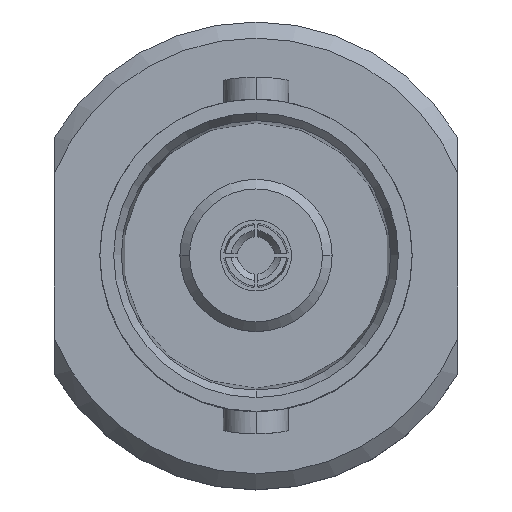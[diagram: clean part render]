
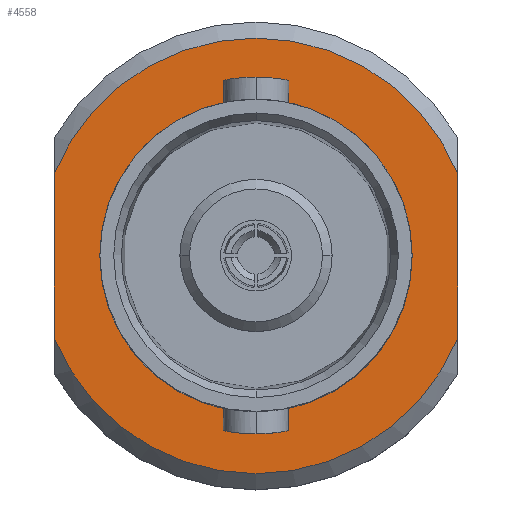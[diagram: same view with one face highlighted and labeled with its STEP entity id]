
A CAD part, top view. The second image highlights one B-rep face of the part: STEP entity #4558.
In plain terms, the highlighted planar face has unit normal (0, 0, 1).
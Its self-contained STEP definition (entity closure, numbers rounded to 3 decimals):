
#57 = DIRECTION ( 'NONE',  ( 0., 0., 1. ) ) ;
#66 = VERTEX_POINT ( 'NONE', #2215 ) ;
#188 = CARTESIAN_POINT ( 'NONE',  ( 0., 0., -11.3 ) ) ;
#529 = CARTESIAN_POINT ( 'NONE',  ( 6.25, -2.55, -11.3 ) ) ;
#663 = DIRECTION ( 'NONE',  ( 1., 0., 0. ) ) ;
#723 = ORIENTED_EDGE ( 'NONE', *, *, #3179, .T. ) ;
#831 = AXIS2_PLACEMENT_3D ( 'NONE', #2885, #57, #3353 ) ;
#974 = CARTESIAN_POINT ( 'NONE',  ( 0., 0., -11.3 ) ) ;
#1130 = AXIS2_PLACEMENT_3D ( 'NONE', #974, #4245, #1449 ) ;
#1202 = VECTOR ( 'NONE', #1448, 1000. ) ;
#1265 = VERTEX_POINT ( 'NONE', #529 ) ;
#1356 = CIRCLE ( 'NONE', #831, 4.84 ) ;
#1406 = CARTESIAN_POINT ( 'NONE',  ( 6.25, 3.674, -11.3 ) ) ;
#1448 = DIRECTION ( 'NONE',  ( 0., 1., 0. ) ) ;
#1449 = DIRECTION ( 'NONE',  ( 1., 0., 0. ) ) ;
#1493 = ORIENTED_EDGE ( 'NONE', *, *, #4618, .F. ) ;
#1591 = DIRECTION ( 'NONE',  ( 0., 0., -1. ) ) ;
#1614 = VERTEX_POINT ( 'NONE', #5222 ) ;
#1845 = ORIENTED_EDGE ( 'NONE', *, *, #4455, .T. ) ;
#1860 = CIRCLE ( 'NONE', #5100, 6.75 ) ;
#1926 = EDGE_LOOP ( 'NONE', ( #1845, #3830, #5631, #723 ) ) ;
#1937 = VERTEX_POINT ( 'NONE', #5753 ) ;
#2175 = CARTESIAN_POINT ( 'NONE',  ( 0., 0., -11.3 ) ) ;
#2215 = CARTESIAN_POINT ( 'NONE',  ( 6.25, 2.55, -11.3 ) ) ;
#2270 = CARTESIAN_POINT ( 'NONE',  ( -6.25, -2.55, -11.3 ) ) ;
#2298 = EDGE_LOOP ( 'NONE', ( #1493, #2376 ) ) ;
#2376 = ORIENTED_EDGE ( 'NONE', *, *, #4473, .F. ) ;
#2471 = LINE ( 'NONE', #1406, #1202 ) ;
#2546 = VERTEX_POINT ( 'NONE', #2270 ) ;
#2663 = DIRECTION ( 'NONE',  ( 1., 0., 0. ) ) ;
#2885 = CARTESIAN_POINT ( 'NONE',  ( 0., 0., -11.3 ) ) ;
#3028 = CIRCLE ( 'NONE', #1130, 6.75 ) ;
#3179 = EDGE_CURVE ( 'NONE', #2546, #1265, #3028, .T. ) ;
#3353 = DIRECTION ( 'NONE',  ( 1., 0., 0. ) ) ;
#3483 = DIRECTION ( 'NONE',  ( 0., 0., 1. ) ) ;
#3532 = VECTOR ( 'NONE', #4078, 1000. ) ;
#3552 = FACE_OUTER_BOUND ( 'NONE', #1926, .T. ) ;
#3707 = AXIS2_PLACEMENT_3D ( 'NONE', #2175, #5427, #2663 ) ;
#3830 = ORIENTED_EDGE ( 'NONE', *, *, #4568, .T. ) ;
#3967 = CIRCLE ( 'NONE', #3707, 4.84 ) ;
#4078 = DIRECTION ( 'NONE',  ( 0., 1., 0. ) ) ;
#4245 = DIRECTION ( 'NONE',  ( 0., 0., 1. ) ) ;
#4385 = CARTESIAN_POINT ( 'NONE',  ( 0., 4.84, -11.3 ) ) ;
#4455 = EDGE_CURVE ( 'NONE', #1265, #66, #2471, .T. ) ;
#4473 = EDGE_CURVE ( 'NONE', #5772, #1614, #1356, .T. ) ;
#4558 = ADVANCED_FACE ( 'NONE', ( #4776, #3552 ), #5728, .F. ) ;
#4568 = EDGE_CURVE ( 'NONE', #66, #1937, #1860, .T. ) ;
#4618 = EDGE_CURVE ( 'NONE', #1614, #5772, #3967, .T. ) ;
#4762 = LINE ( 'NONE', #5879, #3532 ) ;
#4776 = FACE_BOUND ( 'NONE', #2298, .T. ) ;
#4846 = DIRECTION ( 'NONE',  ( -1., 0., 0. ) ) ;
#5000 = EDGE_CURVE ( 'NONE', #2546, #1937, #4762, .T. ) ;
#5100 = AXIS2_PLACEMENT_3D ( 'NONE', #188, #3483, #663 ) ;
#5222 = CARTESIAN_POINT ( 'NONE',  ( 4.84, 0., -11.3 ) ) ;
#5396 = AXIS2_PLACEMENT_3D ( 'NONE', #4385, #1591, #4846 ) ;
#5422 = CARTESIAN_POINT ( 'NONE',  ( -4.84, 0., -11.3 ) ) ;
#5427 = DIRECTION ( 'NONE',  ( 0., 0., 1. ) ) ;
#5631 = ORIENTED_EDGE ( 'NONE', *, *, #5000, .F. ) ;
#5728 = PLANE ( 'NONE',  #5396 ) ;
#5753 = CARTESIAN_POINT ( 'NONE',  ( -6.25, 2.55, -11.3 ) ) ;
#5772 = VERTEX_POINT ( 'NONE', #5422 ) ;
#5879 = CARTESIAN_POINT ( 'NONE',  ( -6.25, 3.674, -11.3 ) ) ;
